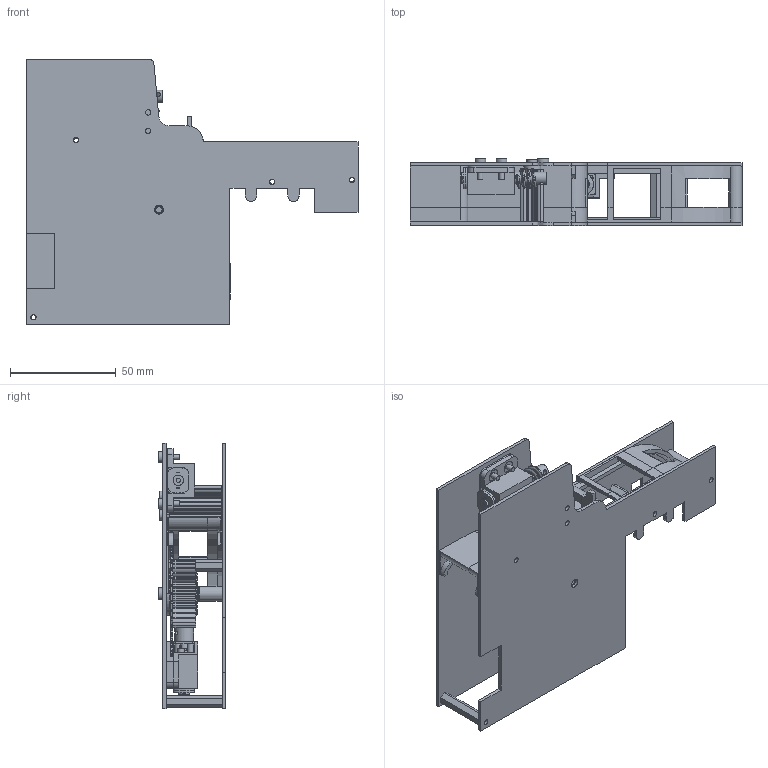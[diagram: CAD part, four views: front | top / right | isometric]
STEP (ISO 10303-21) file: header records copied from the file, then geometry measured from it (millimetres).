
FILE_DESCRIPTION(/* description */ ('STEP AP214'),/* implementation_level */ '2;1');
FILE_NAME(/* name */ '600723cbd999ff160a370e27',/* time_stamp */ '2021-01-19T18:24:14+00:00',/* author */ (''),/* organization */ (''),/* preprocessor_version */ 'ST-DEVELOPER v18.1',/* originating_system */ ' ',/* authorisation */ ' ');
FILE_SCHEMA (('AUTOMOTIVE_DESIGN {1 0 10303 214 3 1 1}'));
Length unit declared in the file: metre
Products named in the file (39): 24mm; Pin2.5; Motor STEP; 24mm_Spacer; tape_bot; Gear30; thick_sproc_bot; tape_top; B-Wall_24mm; WormGear30; Sprocket_45; Pin1; Pin2.5_16; TapeGearSpacer; Distance_24; TG_10_24mm; TG_11_24mm; TapeWorm; thick_sproc_top_C; 15mm Spacer Round; Brazo STEP; B-PCB; F_PCB_2; F-Wall_24mm
Assembly tree (37 placements, depth 2):
  24mm
    Pin2.5  x2
    Motor STEP
    24mm_Spacer
    tape_bot
    Motor STEP  x2
    Gear30
    thick_sproc_bot
    Motor STEP  x2
    Motor STEP  x2
    tape_top
    Motor STEP  x2
    B-Wall_24mm
    Motor STEP  x2
    WormGear30
    Sprocket_45
    Pin1
    TapeGearSpacer
    Motor STEP
    TG_10_24mm
    Motor STEP
    TG_11_24mm
    thick_sproc_top_C
    15mm Spacer Round
    Motor STEP
    Motor STEP  x2
    B-PCB
    Brazo STEP
    Brazo STEP
    F-Wall_24mm
    Motor STEP
  Pin2.5_16
  Motor STEP
  Motor STEP
  Distance_24
Bounding box: 156.63 x 31.7 x 125.2 mm (x, y, z)
Volume: 80691.6 mm3; surface area: 96610.6 mm2
Topology: 59 solids, 59 shells, 1445 faces, 3840 edges, 2554 vertices
Faces by surface type: plane 935, cylinder 402, bspline 103, torus 5
Full cylindrical faces by diameter (mm): 0.3 x90, 0.4 x8, 1 x10, 1.5 x3, 2 x12, 2.2 x11, 2.5 x29, 2.6 x4, 2.9 x1, 3 x18, 3.071 x2, 3.36 x1, 3.708 x2, 3.9 x2, 4 x4, 4.2 x2, 4.4 x1, 4.708 x2, 5 x9, 5.5 x1, 5.8 x4, 5.9 x7, 6 x2, 6.2 x2, 7 x1, 9 x1, 20 x2
Entity records: 43682 total; most frequent: CARTESIAN_POINT 10769, ORIENTED_EDGE 6536, DIRECTION 6222, EDGE_CURVE 3268, LINE 2316, VECTOR 2316, VERTEX_POINT 2299, AXIS2_PLACEMENT_3D 1953
